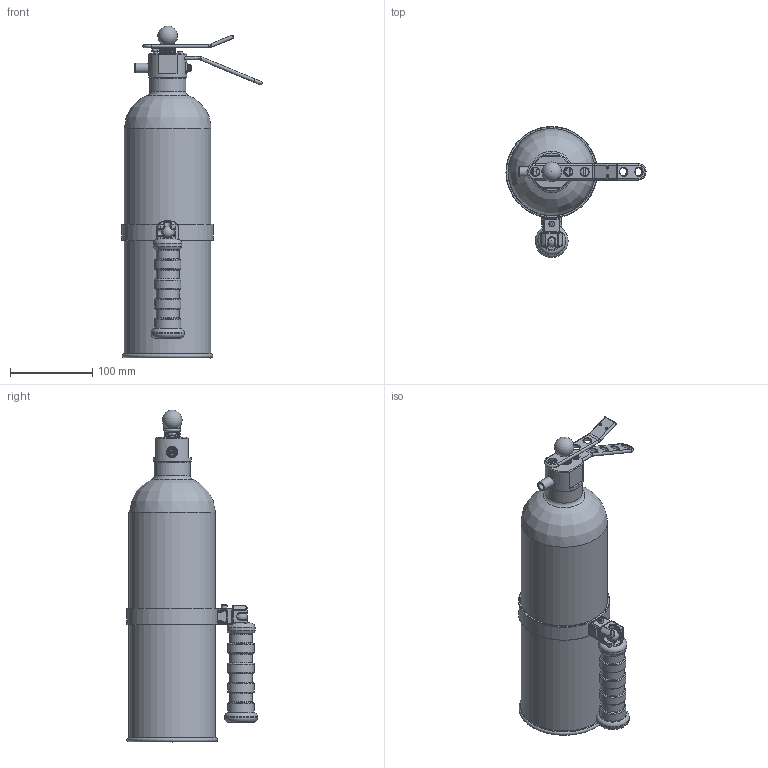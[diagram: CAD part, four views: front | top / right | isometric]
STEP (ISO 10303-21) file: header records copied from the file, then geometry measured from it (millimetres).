
FILE_DESCRIPTION(('FreeCAD Model'),'2;1');
FILE_NAME('Open CASCADE Shape Model','2025-05-03T17:04:31',('FreeCAD'),( 'FreeCAD'),'Open CASCADE STEP processor 7.6','FreeCAD','Unknown');
FILE_SCHEMA(('AUTOMOTIVE_DESIGN { 1 0 10303 214 1 1 1 1 }'));
Products named in the file (1): Open CASCADE STEP translator 7.6 1
Bounding box: 170.06 x 158.99 x 402.99 mm (x, y, z)
Volume: 482831.1 mm3; surface area: 331183.2 mm2
Topology: 29 solids, 31 shells, 1311 faces, 3218 edges, 1948 vertices
Faces by surface type: plane 491, cylinder 381, torus 142, bspline 130, cone 97, sphere 68, revolution 2
Full cylindrical faces by diameter (mm): 1 x10, 1.15 x3, 1.2 x1, 1.3 x2, 1.7 x1, 1.8 x1, 2 x1, 2.35 x1, 2.5 x2, 2.75 x1, 2.8 x1, 3.1 x2, 3.2 x2, 3.242 x8, 3.3 x1, 3.35 x1, 3.4 x2, 3.546 x1, 3.7 x1, 4 x5, 4.134 x1, 4.4 x10, 4.45 x1, 4.5 x3, 4.773 x1, 5 x6, 5.4 x1, 7 x5, 8 x7, 10 x14
Entity records: 61607 total; most frequent: CARTESIAN_POINT 32426, ORIENTED_EDGE 6292, DIRECTION 5785, EDGE_CURVE 3148, AXIS2_PLACEMENT_3D 2386, VERTEX_POINT 1947, FACE_BOUND 1449, EDGE_LOOP 1448
